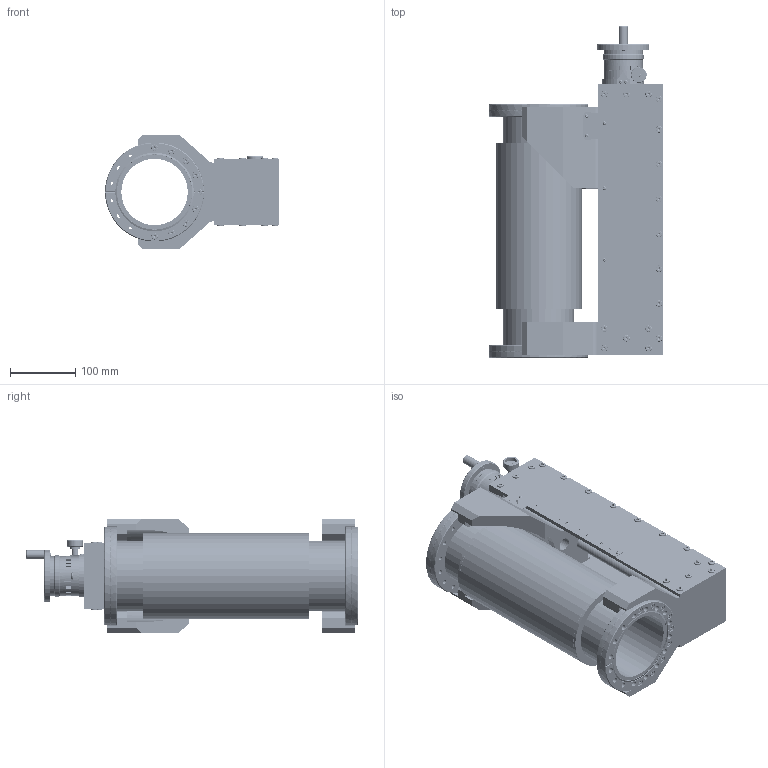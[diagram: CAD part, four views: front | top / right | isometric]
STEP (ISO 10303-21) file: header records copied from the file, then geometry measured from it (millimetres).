
FILE_DESCRIPTION (( 'STEP AP214' ), '1' );
FILE_NAME ('420MZA100-200.stp', '2017-04-28T09:40:22', ( '' ), ( '' ), 'SwSTEP 2.0', 'SolidWorks 2015', '' );
FILE_SCHEMA (( 'AUTOMOTIVE_DESIGN' ));
Length unit declared in the file: millimetre
Products named in the file (1): 420MZA100-200
Bounding box: 267 x 509.6 x 176 mm (x, y, z)
Volume: 5486576 mm3; surface area: 1096829.4 mm2
Topology: 100 solids, 106 shells, 5424 faces, 13897 edges, 8770 vertices
Faces by surface type: plane 3085, cylinder 1219, cone 568, bspline 552
Entity records: 243243 total; most frequent: CARTESIAN_POINT 52263, ORIENTED_EDGE 27134, DIRECTION 26760, EDGE_CURVE 13567, AXIS2_PLACEMENT_3D 9213, VERTEX_POINT 8770, LINE 8334, VECTOR 8334
